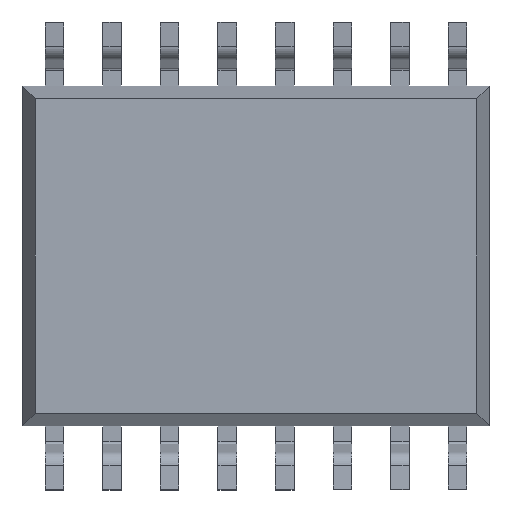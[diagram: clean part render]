
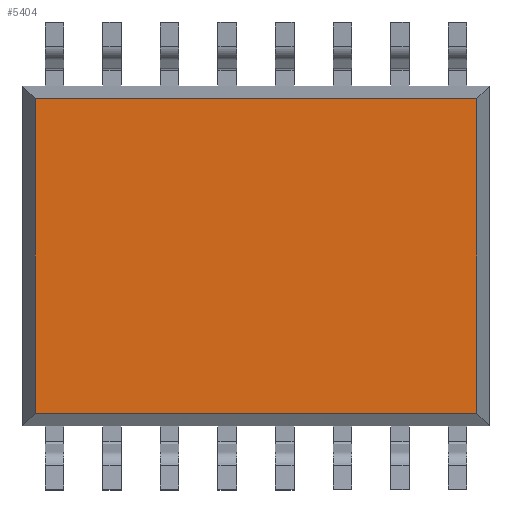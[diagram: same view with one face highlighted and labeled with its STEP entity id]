
A CAD part, front view. The second image highlights one B-rep face of the part: STEP entity #5404.
In plain terms, the highlighted planar face has unit normal (0, -1, 0).
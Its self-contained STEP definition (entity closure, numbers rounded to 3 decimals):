
#326 = VECTOR ( 'NONE', #10067, 1000. ) ;
#367 = CARTESIAN_POINT ( 'NONE',  ( 5.15, -1.175, 3.471 ) ) ;
#384 = VECTOR ( 'NONE', #1137, 1000. ) ;
#1137 = DIRECTION ( 'NONE',  ( -1., 0., 0. ) ) ;
#2213 = CARTESIAN_POINT ( 'NONE',  ( 4.871, -1.175, -3.471 ) ) ;
#2841 = CARTESIAN_POINT ( 'NONE',  ( 4.871, -1.175, 3.471 ) ) ;
#3084 = DIRECTION ( 'NONE',  ( 0., -1., 0. ) ) ;
#3419 = VECTOR ( 'NONE', #8243, 1000. ) ;
#3442 = ORIENTED_EDGE ( 'NONE', *, *, #6840, .T. ) ;
#3447 = CARTESIAN_POINT ( 'NONE',  ( -5.15, -1.175, -3.471 ) ) ;
#3485 = EDGE_CURVE ( 'NONE', #9627, #8819, #4135, .T. ) ;
#3737 = AXIS2_PLACEMENT_3D ( 'NONE', #8915, #3084, #10560 ) ;
#3811 = CARTESIAN_POINT ( 'NONE',  ( -4.871, -1.175, -3.471 ) ) ;
#4021 = PLANE ( 'NONE',  #3737 ) ;
#4105 = EDGE_CURVE ( 'NONE', #8566, #9627, #9208, .T. ) ;
#4135 = LINE ( 'NONE', #367, #384 ) ;
#5093 = DIRECTION ( 'NONE',  ( 0., 0., 1. ) ) ;
#5404 = ADVANCED_FACE ( 'NONE', ( #6579 ), #4021, .T. ) ;
#5895 = ORIENTED_EDGE ( 'NONE', *, *, #3485, .T. ) ;
#6276 = ORIENTED_EDGE ( 'NONE', *, *, #4105, .T. ) ;
#6579 = FACE_OUTER_BOUND ( 'NONE', #10161, .T. ) ;
#6707 = CARTESIAN_POINT ( 'NONE',  ( -4.871, -1.175, 3.471 ) ) ;
#6840 = EDGE_CURVE ( 'NONE', #10344, #8566, #9379, .T. ) ;
#7433 = LINE ( 'NONE', #9993, #3419 ) ;
#7541 = VECTOR ( 'NONE', #5093, 1000. ) ;
#8243 = DIRECTION ( 'NONE',  ( 0., 0., -1. ) ) ;
#8566 = VERTEX_POINT ( 'NONE', #2213 ) ;
#8819 = VERTEX_POINT ( 'NONE', #6707 ) ;
#8915 = CARTESIAN_POINT ( 'NONE',  ( 0., -1.175, 0. ) ) ;
#9208 = LINE ( 'NONE', #9276, #7541 ) ;
#9276 = CARTESIAN_POINT ( 'NONE',  ( 4.871, -1.175, -3.75 ) ) ;
#9379 = LINE ( 'NONE', #3447, #326 ) ;
#9627 = VERTEX_POINT ( 'NONE', #2841 ) ;
#9993 = CARTESIAN_POINT ( 'NONE',  ( -4.871, -1.175, 3.75 ) ) ;
#10067 = DIRECTION ( 'NONE',  ( 1., 0., 0. ) ) ;
#10161 = EDGE_LOOP ( 'NONE', ( #3442, #6276, #5895, #10576 ) ) ;
#10344 = VERTEX_POINT ( 'NONE', #3811 ) ;
#10560 = DIRECTION ( 'NONE',  ( 0., 0., -1. ) ) ;
#10576 = ORIENTED_EDGE ( 'NONE', *, *, #10625, .T. ) ;
#10625 = EDGE_CURVE ( 'NONE', #8819, #10344, #7433, .T. ) ;
